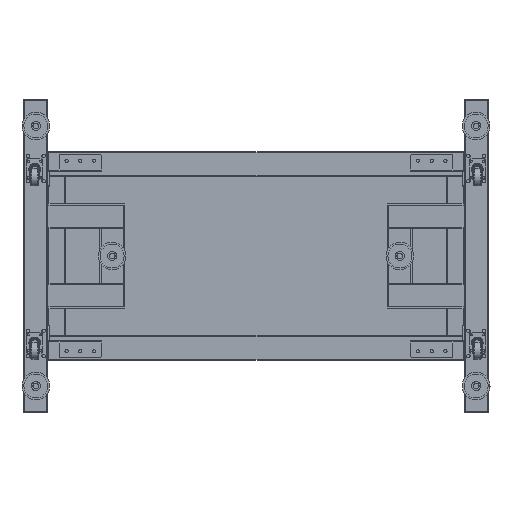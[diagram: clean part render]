
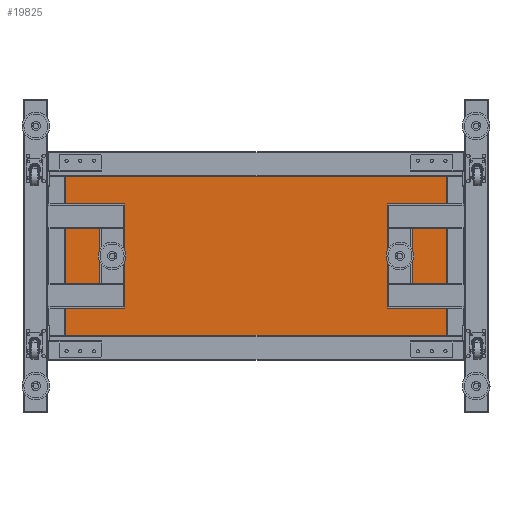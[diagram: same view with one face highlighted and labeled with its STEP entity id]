
A CAD part, front view. The second image highlights one B-rep face of the part: STEP entity #19825.
In plain terms, the highlighted planar face has unit normal (0, -1, 0).
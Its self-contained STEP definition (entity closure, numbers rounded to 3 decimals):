
#1847 = DIRECTION ( 'NONE',  ( 0., 0., 1. ) ) ;
#4309 = DIRECTION ( 'NONE',  ( 1., 0., 0. ) ) ;
#7225 = VECTOR ( 'NONE', #1847, 1000. ) ;
#7832 = EDGE_CURVE ( 'NONE', #37979, #72688, #59175, .T. ) ;
#10231 = PLANE ( 'NONE',  #36209 ) ;
#11341 = VERTEX_POINT ( 'NONE', #29491 ) ;
#12967 = EDGE_CURVE ( 'NONE', #11341, #52739, #42860, .T. ) ;
#17535 = ORIENTED_EDGE ( 'NONE', *, *, #22783, .F. ) ;
#19825 = ADVANCED_FACE ( 'NONE', ( #66707 ), #10231, .F. ) ;
#22783 = EDGE_CURVE ( 'NONE', #37979, #52739, #26241, .T. ) ;
#26241 = LINE ( 'NONE', #76632, #7225 ) ;
#28246 = ORIENTED_EDGE ( 'NONE', *, *, #7832, .T. ) ;
#29491 = CARTESIAN_POINT ( 'NONE',  ( -119.682, 555.441, 228.49 ) ) ;
#32275 = CARTESIAN_POINT ( 'NONE',  ( -119.682, 555.441, -228.49 ) ) ;
#36209 = AXIS2_PLACEMENT_3D ( 'NONE', #78479, #59814, #72813 ) ;
#37979 = VERTEX_POINT ( 'NONE', #76461 ) ;
#41301 = CARTESIAN_POINT ( 'NONE',  ( -2286.662, 555.441, -228.49 ) ) ;
#41861 = EDGE_LOOP ( 'NONE', ( #41943, #17535, #28246, #58431 ) ) ;
#41943 = ORIENTED_EDGE ( 'NONE', *, *, #12967, .T. ) ;
#42860 = LINE ( 'NONE', #48507, #57841 ) ;
#45625 = LINE ( 'NONE', #62718, #69401 ) ;
#45980 = EDGE_CURVE ( 'NONE', #72688, #11341, #45625, .T. ) ;
#48507 = CARTESIAN_POINT ( 'NONE',  ( 110.318, 555.441, 228.49 ) ) ;
#50513 = DIRECTION ( 'NONE',  ( 0., 0., 1. ) ) ;
#52739 = VERTEX_POINT ( 'NONE', #79647 ) ;
#57841 = VECTOR ( 'NONE', #73295, 1000. ) ;
#58408 = VECTOR ( 'NONE', #4309, 1000. ) ;
#58431 = ORIENTED_EDGE ( 'NONE', *, *, #45980, .T. ) ;
#59175 = LINE ( 'NONE', #41301, #58408 ) ;
#59814 = DIRECTION ( 'NONE',  ( 0., 1., 0. ) ) ;
#62718 = CARTESIAN_POINT ( 'NONE',  ( -119.682, 555.441, -228.49 ) ) ;
#66707 = FACE_OUTER_BOUND ( 'NONE', #41861, .T. ) ;
#69401 = VECTOR ( 'NONE', #50513, 1000. ) ;
#72688 = VERTEX_POINT ( 'NONE', #32275 ) ;
#72813 = DIRECTION ( 'NONE',  ( 0., 0., 1. ) ) ;
#73295 = DIRECTION ( 'NONE',  ( -1., 0., 0. ) ) ;
#76461 = CARTESIAN_POINT ( 'NONE',  ( -1216.662, 555.441, -228.49 ) ) ;
#76632 = CARTESIAN_POINT ( 'NONE',  ( -1216.662, 555.441, -228.49 ) ) ;
#78479 = CARTESIAN_POINT ( 'NONE',  ( -1088.172, 555.441, 0. ) ) ;
#79647 = CARTESIAN_POINT ( 'NONE',  ( -1216.662, 555.441, 228.49 ) ) ;
